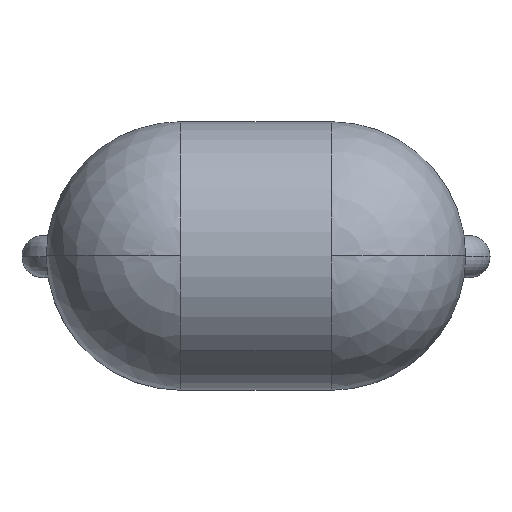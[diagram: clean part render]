
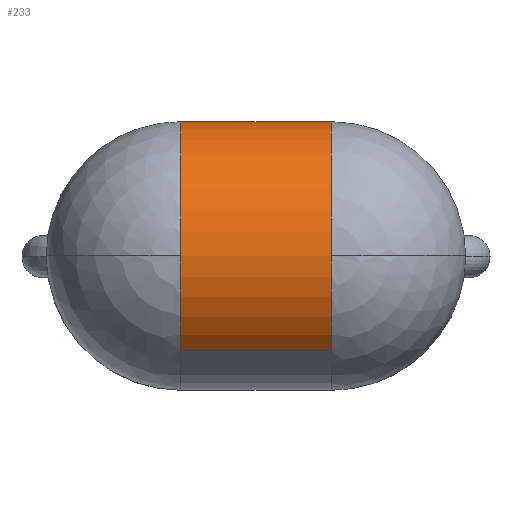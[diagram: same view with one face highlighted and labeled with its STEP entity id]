
A CAD part, top view. The second image highlights one B-rep face of the part: STEP entity #233.
In plain terms, the highlighted cylindrical face has radius 1.6 mm (diameter 3.2 mm), a partial arc.
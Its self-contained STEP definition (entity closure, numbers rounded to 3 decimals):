
#98=CARTESIAN_POINT('',(0.9,1.6,4.7));
#99=VERTEX_POINT('',#98);
#130=CARTESIAN_POINT('',(-0.9,0.0,6.3));
#131=VERTEX_POINT('',#130);
#141=CARTESIAN_POINT('',(-0.9,1.6,4.7));
#142=VERTEX_POINT('',#141);
#143=CARTESIAN_POINT('',(-0.9,0.0,4.7));
#144=DIRECTION('',(1.0,0.0,0.0));
#145=DIRECTION('',(0.0,0.0,1.0));
#146=AXIS2_PLACEMENT_3D('',#143,#144,#145);
#147=CIRCLE('',#146,1.6);
#148=EDGE_CURVE('',#142,#131,#147,.T.);
#174=CARTESIAN_POINT('',(0.9,0.,6.3));
#175=VERTEX_POINT('',#174);
#184=CARTESIAN_POINT('',(0.9,0.,4.7));
#185=DIRECTION('',(-1.0,0.0,0.0));
#186=DIRECTION('',(0.0,0.0,1.0));
#187=AXIS2_PLACEMENT_3D('',#184,#185,#186);
#188=CIRCLE('',#187,1.6);
#189=EDGE_CURVE('',#175,#99,#188,.T.);
#194=CARTESIAN_POINT('',(0.45,0.0,4.7));
#195=DIRECTION('',(-1.0,0.0,0.0));
#196=DIRECTION('',(0.0,-0.707,0.707));
#197=AXIS2_PLACEMENT_3D('',#194,#195,#196);
#198=CYLINDRICAL_SURFACE('',#197,1.6);
#199=CARTESIAN_POINT('',(0.9,-1.131,5.831));
#200=VERTEX_POINT('',#199);
#201=CARTESIAN_POINT('',(-0.9,-1.131,5.831));
#202=VERTEX_POINT('',#201);
#203=CARTESIAN_POINT('',(0.9,-1.131,5.831));
#204=DIRECTION('',(-1.0,0.0,0.0));
#205=VECTOR('',#204,1.8);
#206=LINE('',#203,#205);
#207=EDGE_CURVE('',#200,#202,#206,.T.);
#208=ORIENTED_EDGE('',*,*,#207,.F.);
#209=CARTESIAN_POINT('',(0.9,0.,4.7));
#210=DIRECTION('',(-1.0,0.0,0.0));
#211=DIRECTION('',(0.0,0.0,1.0));
#212=AXIS2_PLACEMENT_3D('',#209,#210,#211);
#213=CIRCLE('',#212,1.6);
#214=EDGE_CURVE('',#200,#175,#213,.T.);
#215=ORIENTED_EDGE('',*,*,#214,.T.);
#216=ORIENTED_EDGE('',*,*,#189,.T.);
#217=CARTESIAN_POINT('',(0.9,1.6,4.7));
#218=DIRECTION('',(-1.0,0.0,0.0));
#219=VECTOR('',#218,1.8);
#220=LINE('',#217,#219);
#221=EDGE_CURVE('',#99,#142,#220,.T.);
#222=ORIENTED_EDGE('',*,*,#221,.T.);
#223=ORIENTED_EDGE('',*,*,#148,.T.);
#224=CARTESIAN_POINT('',(-0.9,0.0,4.7));
#225=DIRECTION('',(1.0,0.0,0.0));
#226=DIRECTION('',(0.0,0.0,1.0));
#227=AXIS2_PLACEMENT_3D('',#224,#225,#226);
#228=CIRCLE('',#227,1.6);
#229=EDGE_CURVE('',#131,#202,#228,.T.);
#230=ORIENTED_EDGE('',*,*,#229,.T.);
#231=EDGE_LOOP('',(#208,#215,#216,#222,#223,#230));
#232=FACE_OUTER_BOUND('',#231,.T.);
#233=ADVANCED_FACE('',(#232),#198,.T.);
